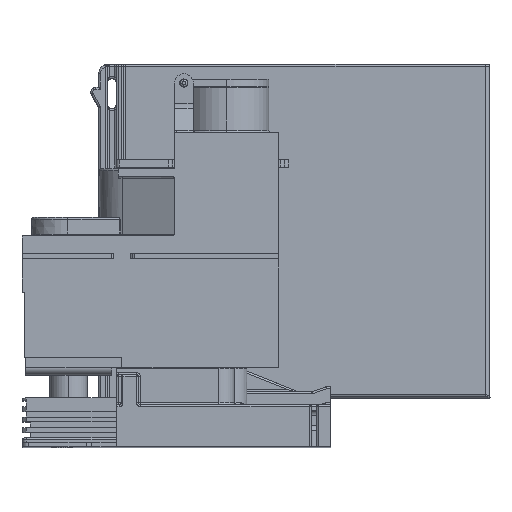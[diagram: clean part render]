
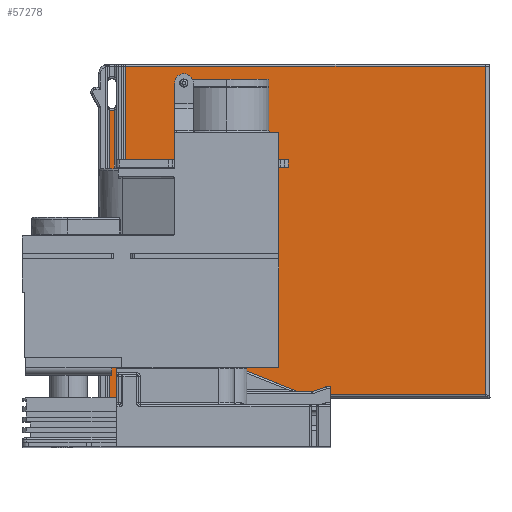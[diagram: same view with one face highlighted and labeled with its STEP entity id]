
A CAD part, top view. The second image highlights one B-rep face of the part: STEP entity #57278.
In plain terms, the highlighted planar face has unit normal (0, 0, 1).
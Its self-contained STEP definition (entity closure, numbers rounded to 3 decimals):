
#51890=DIRECTION('',(-1.,0.,0.));
#51891=VECTOR('',#51890,96.25);
#51892=CARTESIAN_POINT('',(181.75,68.85,-22.));
#51893=LINE('',#51892,#51891);
#52775=CARTESIAN_POINT('',(81.8,58.75,-22.));
#52776=DIRECTION('',(0.,0.,1.));
#52777=DIRECTION('',(-0.412,-0.911,0.));
#52778=AXIS2_PLACEMENT_3D('',#52775,#52776,#52777);
#52780=CARTESIAN_POINT('',(83.5,-3.45,-22.));
#52781=DIRECTION('',(0.,0.,1.));
#52782=DIRECTION('',(-1.,0.,0.));
#52783=AXIS2_PLACEMENT_3D('',#52780,#52781,#52782);
#52785=CARTESIAN_POINT('',(84.5,-3.45,-22.));
#52786=DIRECTION('',(0.,0.,1.));
#52787=DIRECTION('',(0.,-1.,0.));
#52788=AXIS2_PLACEMENT_3D('',#52785,#52786,#52787);
#52790=DIRECTION('',(0.,1.,0.));
#52791=VECTOR('',#52790,45.3);
#52792=CARTESIAN_POINT('',(85.5,-3.45,-22.));
#52793=LINE('',#52792,#52791);
#52794=DIRECTION('',(1.,0.,0.));
#52795=VECTOR('',#52794,43.5);
#52796=CARTESIAN_POINT('',(85.5,41.85,-22.));
#52797=LINE('',#52796,#52795);
#52798=DIRECTION('',(-1.,0.,0.));
#52799=VECTOR('',#52798,43.5);
#52800=CARTESIAN_POINT('',(129.,43.85,-22.));
#52801=LINE('',#52800,#52799);
#52802=DIRECTION('',(0.,1.,0.));
#52803=VECTOR('',#52802,25.);
#52804=CARTESIAN_POINT('',(85.5,43.85,-22.));
#52805=LINE('',#52804,#52803);
#52806=CARTESIAN_POINT('',(137.,-23.25,-22.));
#52807=DIRECTION('',(0.,0.,1.));
#52808=DIRECTION('',(0.,1.,0.));
#52809=AXIS2_PLACEMENT_3D('',#52806,#52807,#52808);
#52811=DIRECTION('',(-0.707,-0.707,0.));
#52812=VECTOR('',#52811,6.359);
#52813=CARTESIAN_POINT('',(134.025,-20.275,-22.));
#52814=LINE('',#52813,#52812);
#52815=CARTESIAN_POINT('',(127.908,-23.15,-22.));
#52816=DIRECTION('',(0.,0.,-1.));
#52817=DIRECTION('',(0.707,-0.707,0.));
#52818=AXIS2_PLACEMENT_3D('',#52815,#52816,#52817);
#52825=DIRECTION('',(1.,0.,0.));
#52826=VECTOR('',#52825,46.808);
#52827=CARTESIAN_POINT('',(81.1,-25.443,-22.));
#52828=LINE('',#52827,#52826);
#52926=DIRECTION('',(1.,0.,0.));
#52927=VECTOR('',#52926,44.75);
#52928=CARTESIAN_POINT('',(137.,-19.043,-22.));
#52929=LINE('',#52928,#52927);
#53050=DIRECTION('',(0.,1.,0.));
#53051=VECTOR('',#53050,87.893);
#53052=CARTESIAN_POINT('',(181.75,-19.043,-22.));
#53053=LINE('',#53052,#53051);
#53894=DIRECTION('',(0.,-1.,0.));
#53895=VECTOR('',#53894,82.644);
#53896=CARTESIAN_POINT('',(81.1,57.201,
-22.));
#53897=LINE('',#53896,#53895);
#53916=DIRECTION('',(0.,1.,0.));
#53917=VECTOR('',#53916,60.651);
#53918=CARTESIAN_POINT('',(82.5,-3.45,-22.));
#53919=LINE('',#53918,#53917);
#54032=DIRECTION('',(-1.,0.,0.));
#54033=VECTOR('',#54032,1.);
#54034=CARTESIAN_POINT('',(84.5,-4.45,-22.));
#54035=LINE('',#54034,#54033);
#54064=DIRECTION('',(0.,-1.,0.));
#54065=VECTOR('',#54064,2.);
#54066=CARTESIAN_POINT('',(129.,43.85,-22.));
#54067=LINE('',#54066,#54065);
#54456=CARTESIAN_POINT('',(85.5,41.85,-22.));
#54457=CARTESIAN_POINT('',(129.,41.85,-22.));
#54458=VERTEX_POINT('',#54456);
#54459=VERTEX_POINT('',#54457);
#54504=CARTESIAN_POINT('',(129.,43.85,-22.));
#54505=CARTESIAN_POINT('',(85.5,43.85,-22.));
#54506=VERTEX_POINT('',#54504);
#54507=VERTEX_POINT('',#54505);
#54570=CARTESIAN_POINT('',(81.1,57.201,-22.));
#54571=CARTESIAN_POINT('',(82.5,57.201,-22.));
#54572=VERTEX_POINT('',#54570);
#54573=VERTEX_POINT('',#54571);
#54574=CARTESIAN_POINT('',(82.5,-3.45,-22.));
#54575=VERTEX_POINT('',#54574);
#54576=CARTESIAN_POINT('',(83.5,-4.45,-22.));
#54577=VERTEX_POINT('',#54576);
#54578=CARTESIAN_POINT('',(84.5,-4.45,-22.));
#54579=VERTEX_POINT('',#54578);
#54580=CARTESIAN_POINT('',(85.5,-3.45,-22.));
#54581=VERTEX_POINT('',#54580);
#54582=CARTESIAN_POINT('',(85.5,68.85,-22.));
#54583=VERTEX_POINT('',#54582);
#54584=CARTESIAN_POINT('',(181.75,68.85,-22.));
#54585=VERTEX_POINT('',#54584);
#54586=CARTESIAN_POINT('',(137.,-19.043,-22.));
#54587=CARTESIAN_POINT('',(181.75,-19.043,-22.));
#54588=VERTEX_POINT('',#54586);
#54589=VERTEX_POINT('',#54587);
#54590=CARTESIAN_POINT('',(134.025,-20.275,-22.));
#54591=VERTEX_POINT('',#54590);
#54592=CARTESIAN_POINT('',(129.529,-24.771,-22.));
#54593=VERTEX_POINT('',#54592);
#54594=CARTESIAN_POINT('',(127.908,-25.443,-22.));
#54595=VERTEX_POINT('',#54594);
#54881=CARTESIAN_POINT('',(81.1,-25.443,-22.));
#54882=VERTEX_POINT('',#54881);
#57239=CARTESIAN_POINT('',(131.425,21.704,-22.));
#57240=DIRECTION('',(0.,0.,1.));
#57241=DIRECTION('',(1.,0.,0.));
#57242=AXIS2_PLACEMENT_3D('',#57239,#57240,#57241);
#57243=PLANE('',#57242);
#57245=ORIENTED_EDGE('',*,*,#57244,.F.);
#57247=ORIENTED_EDGE('',*,*,#57246,.F.);
#57248=ORIENTED_EDGE('',*,*,#57220,.T.);
#57250=ORIENTED_EDGE('',*,*,#57249,.F.);
#57252=ORIENTED_EDGE('',*,*,#57251,.T.);
#57254=ORIENTED_EDGE('',*,*,#57253,.F.);
#57256=ORIENTED_EDGE('',*,*,#57255,.T.);
#57258=ORIENTED_EDGE('',*,*,#57257,.T.);
#57259=ORIENTED_EDGE('',*,*,#55129,.T.);
#57261=ORIENTED_EDGE('',*,*,#57260,.F.);
#57262=ORIENTED_EDGE('',*,*,#55312,.T.);
#57264=ORIENTED_EDGE('',*,*,#57263,.T.);
#57265=ORIENTED_EDGE('',*,*,#55498,.F.);
#57267=ORIENTED_EDGE('',*,*,#57266,.F.);
#57269=ORIENTED_EDGE('',*,*,#57268,.F.);
#57271=ORIENTED_EDGE('',*,*,#57270,.T.);
#57273=ORIENTED_EDGE('',*,*,#57272,.T.);
#57275=ORIENTED_EDGE('',*,*,#57274,.T.);
#57276=EDGE_LOOP('',(#57245,#57247,#57248,#57250,#57252,#57254,#57256,#57258,
#57259,#57261,#57262,#57264,#57265,#57267,#57269,#57271,#57273,#57275));
#57277=FACE_OUTER_BOUND('',#57276,.F.);
#52779=CIRCLE('',#52778,1.7);
#52784=CIRCLE('',#52783,1.);
#52789=CIRCLE('',#52788,1.);
#52810=CIRCLE('',#52809,4.207);
#52819=CIRCLE('',#52818,2.293);
#55129=EDGE_CURVE('',#54458,#54459,#52797,.T.);
#55312=EDGE_CURVE('',#54506,#54507,#52801,.T.);
#55498=EDGE_CURVE('',#54585,#54583,#51893,.T.);
#57220=EDGE_CURVE('',#54572,#54573,#52779,.T.);
#57244=EDGE_CURVE('',#54882,#54595,#52828,.T.);
#57246=EDGE_CURVE('',#54572,#54882,#53897,.T.);
#57249=EDGE_CURVE('',#54575,#54573,#53919,.T.);
#57251=EDGE_CURVE('',#54575,#54577,#52784,.T.);
#57253=EDGE_CURVE('',#54579,#54577,#54035,.T.);
#57255=EDGE_CURVE('',#54579,#54581,#52789,.T.);
#57257=EDGE_CURVE('',#54581,#54458,#52793,.T.);
#57260=EDGE_CURVE('',#54506,#54459,#54067,.T.);
#57263=EDGE_CURVE('',#54507,#54583,#52805,.T.);
#57266=EDGE_CURVE('',#54589,#54585,#53053,.T.);
#57268=EDGE_CURVE('',#54588,#54589,#52929,.T.);
#57270=EDGE_CURVE('',#54588,#54591,#52810,.T.);
#57272=EDGE_CURVE('',#54591,#54593,#52814,.T.);
#57274=EDGE_CURVE('',#54593,#54595,#52819,.T.);
#57278=ADVANCED_FACE('',(#57277),#57243,.T.);
